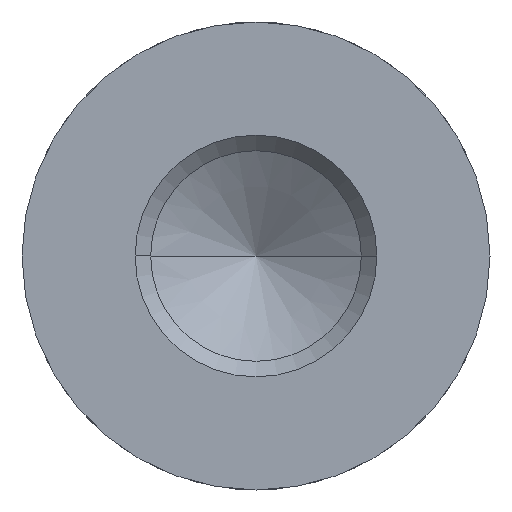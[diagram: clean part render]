
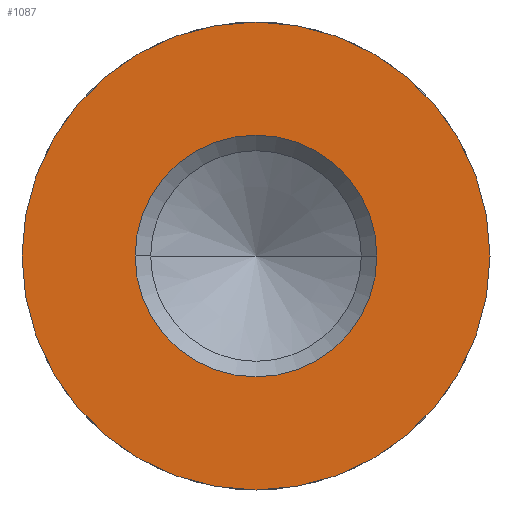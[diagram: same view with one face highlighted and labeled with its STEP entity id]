
A CAD part, front view. The second image highlights one B-rep face of the part: STEP entity #1087.
In plain terms, the highlighted planar face has unit normal (0, -1, 0).
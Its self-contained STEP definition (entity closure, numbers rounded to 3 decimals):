
#440=CARTESIAN_POINT('',(0.,0.,0.));
#441=DIRECTION('',(0.,1.,0.));
#442=DIRECTION('',(-1.,0.,0.));
#443=AXIS2_PLACEMENT_3D('',#440,#441,#442);
#445=CARTESIAN_POINT('',(0.,0.,0.));
#446=DIRECTION('',(0.,1.,0.));
#447=DIRECTION('',(1.,0.,0.));
#448=AXIS2_PLACEMENT_3D('',#445,#446,#447);
#458=CARTESIAN_POINT('',(0.,0.,0.));
#459=DIRECTION('',(0.,1.,0.));
#460=DIRECTION('',(1.,0.,0.));
#461=AXIS2_PLACEMENT_3D('',#458,#459,#460);
#463=CARTESIAN_POINT('',(0.,0.,0.));
#464=DIRECTION('',(0.,-1.,0.));
#465=DIRECTION('',(1.,0.,0.));
#466=AXIS2_PLACEMENT_3D('',#463,#464,#465);
#527=CARTESIAN_POINT('',(15.,0.,0.));
#529=VERTEX_POINT('',#527);
#535=CARTESIAN_POINT('',(-15.,0.,0.));
#537=VERTEX_POINT('',#535);
#553=CARTESIAN_POINT('',(-7.75,0.,0.));
#554=CARTESIAN_POINT('',(7.75,0.,0.));
#555=VERTEX_POINT('',#553);
#556=VERTEX_POINT('',#554);
#1071=CARTESIAN_POINT('',(0.,0.,0.));
#1072=DIRECTION('',(0.,-1.,0.));
#1073=DIRECTION('',(-1.,0.,0.));
#1074=AXIS2_PLACEMENT_3D('',#1071,#1072,#1073);
#1075=PLANE('',#1074);
#1077=ORIENTED_EDGE('',*,*,#1076,.T.);
#1079=ORIENTED_EDGE('',*,*,#1078,.F.);
#1080=EDGE_LOOP('',(#1077,#1079));
#1081=FACE_OUTER_BOUND('',#1080,.F.);
#1082=ORIENTED_EDGE('',*,*,#1061,.F.);
#1084=ORIENTED_EDGE('',*,*,#1083,.F.);
#1085=EDGE_LOOP('',(#1082,#1084));
#1086=FACE_BOUND('',#1085,.F.);
#1087=ADVANCED_FACE('',(#1081,#1086),#1075,.T.);
#444=CIRCLE('',#443,7.75);
#449=CIRCLE('',#448,7.75);
#462=CIRCLE('',#461,15.);
#467=CIRCLE('',#466,15.);
#1061=EDGE_CURVE('',#555,#556,#444,.T.);
#1076=EDGE_CURVE('',#529,#537,#462,.T.);
#1078=EDGE_CURVE('',#529,#537,#467,.T.);
#1083=EDGE_CURVE('',#556,#555,#449,.T.);
